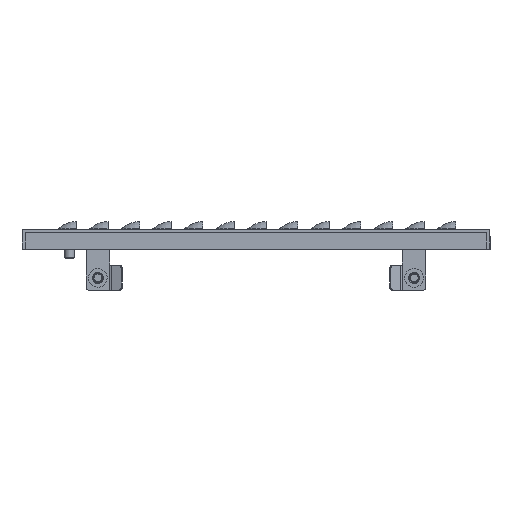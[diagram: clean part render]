
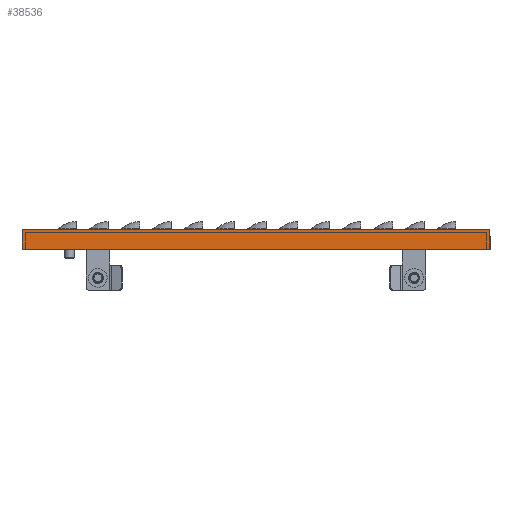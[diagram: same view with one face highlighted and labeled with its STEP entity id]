
A CAD part, left-side view. The second image highlights one B-rep face of the part: STEP entity #38536.
In plain terms, the highlighted planar face has unit normal (-1, 0, 0).
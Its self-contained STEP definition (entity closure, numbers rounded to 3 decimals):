
#668 = CARTESIAN_POINT ( 'NONE',  ( -595., 0., 2.928 ) ) ;
#1992 = EDGE_CURVE ( 'NONE', #31816, #46118, #30093, .T. ) ;
#4647 = ORIENTED_EDGE ( 'NONE', *, *, #1992, .F. ) ;
#5329 = FACE_OUTER_BOUND ( 'NONE', #8636, .T. ) ;
#5497 = VECTOR ( 'NONE', #46266, 1000. ) ;
#6491 = VERTEX_POINT ( 'NONE', #36052 ) ;
#6798 = VECTOR ( 'NONE', #8958, 1000. ) ;
#7684 = ORIENTED_EDGE ( 'NONE', *, *, #53723, .T. ) ;
#8636 = EDGE_LOOP ( 'NONE', ( #11196, #16898, #7684, #4647 ) ) ;
#8958 = DIRECTION ( 'NONE',  ( 0., 0., -1. ) ) ;
#11196 = ORIENTED_EDGE ( 'NONE', *, *, #15638, .T. ) ;
#11466 = DIRECTION ( 'NONE',  ( 0., 1., 0. ) ) ;
#15638 = EDGE_CURVE ( 'NONE', #31816, #49577, #19441, .T. ) ;
#16898 = ORIENTED_EDGE ( 'NONE', *, *, #34289, .T. ) ;
#17397 = CARTESIAN_POINT ( 'NONE',  ( -595., 0., 0. ) ) ;
#18113 = CARTESIAN_POINT ( 'NONE',  ( -595., -296., -12.5 ) ) ;
#19441 = LINE ( 'NONE', #35674, #36127 ) ;
#21195 = LINE ( 'NONE', #42368, #37585 ) ;
#26387 = DIRECTION ( 'NONE',  ( 0., -1., 0. ) ) ;
#30093 = LINE ( 'NONE', #35056, #6798 ) ;
#31816 = VERTEX_POINT ( 'NONE', #42618 ) ;
#34289 = EDGE_CURVE ( 'NONE', #49577, #6491, #42156, .T. ) ;
#34997 = CARTESIAN_POINT ( 'NONE',  ( -595., -148., -2. ) ) ;
#35056 = CARTESIAN_POINT ( 'NONE',  ( -595., -296., 2.928 ) ) ;
#35674 = CARTESIAN_POINT ( 'NONE',  ( -595., -148., 0. ) ) ;
#36052 = CARTESIAN_POINT ( 'NONE',  ( -595., 0., -12.5 ) ) ;
#36127 = VECTOR ( 'NONE', #11466, 1000. ) ;
#37585 = VECTOR ( 'NONE', #26387, 1000. ) ;
#38536 = ADVANCED_FACE ( 'NONE', ( #5329 ), #47631, .F. ) ;
#38581 = DIRECTION ( 'NONE',  ( 1., 0., 0. ) ) ;
#38849 = DIRECTION ( 'NONE',  ( 0., -1., 0. ) ) ;
#42156 = LINE ( 'NONE', #668, #5497 ) ;
#42368 = CARTESIAN_POINT ( 'NONE',  ( -595., -148., -12.5 ) ) ;
#42618 = CARTESIAN_POINT ( 'NONE',  ( -595., -296., 0. ) ) ;
#43248 = AXIS2_PLACEMENT_3D ( 'NONE', #34997, #38581, #38849 ) ;
#46118 = VERTEX_POINT ( 'NONE', #18113 ) ;
#46266 = DIRECTION ( 'NONE',  ( 0., 0., -1. ) ) ;
#47631 = PLANE ( 'NONE',  #43248 ) ;
#49577 = VERTEX_POINT ( 'NONE', #17397 ) ;
#53723 = EDGE_CURVE ( 'NONE', #6491, #46118, #21195, .T. ) ;
